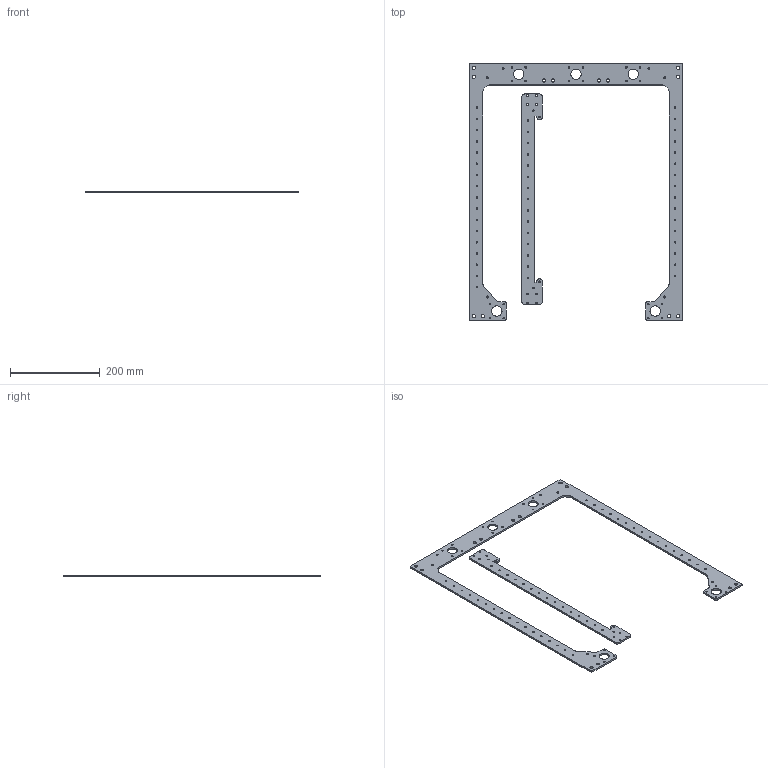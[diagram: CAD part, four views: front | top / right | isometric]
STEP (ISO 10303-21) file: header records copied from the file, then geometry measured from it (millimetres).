
FILE_DESCRIPTION(/* description */ ('Unknown'),/* implementation_level */ '2;1');
FILE_NAME(/* name */ 'GantryPlates_CutLayout',/* time_stamp */ '2023-04-15T16:48:53-04:00',/* author */ ('Unknown'),/* organization */ ('Unknown'),/* preprocessor_version */ 'ST-DEVELOPER v16.7',/* originating_system */ 'Solid Edge',/* authorisation */ 'Unknown');
FILE_SCHEMA (('AUTOMOTIVE_DESIGN {1 0 10303 214 3 1 1}'));
Length unit declared in the file: millimetre
Products named in the file (3): GantryPlates_CutLayout; GantryPlate; YCarriagePlate
Assembly tree (2 placements, depth 2):
  GantryPlates_CutLayout
    GantryPlate
    YCarriagePlate
Bounding box: 475 x 572.76 x 4 mm (x, y, z)
Volume: 284793.6 mm3; surface area: 166176.3 mm2
Topology: 2 solids, 2 shells, 171 faces, 534 edges, 367 vertices
Faces by surface type: cylinder 133, plane 38
Full cylindrical faces by diameter (mm): 3.2 x4, 3.242 x4, 3.4 x52, 3.6 x16, 4.5 x6, 7 x12, 23 x5
Entity records: 6234 total; most frequent: DIRECTION 1016, CARTESIAN_POINT 910, ORIENTED_EDGE 804, EDGE_LOOP 476, FACE_BOUND 476, AXIS2_PLACEMENT_3D 440, EDGE_CURVE 402, VERTEX_POINT 334
